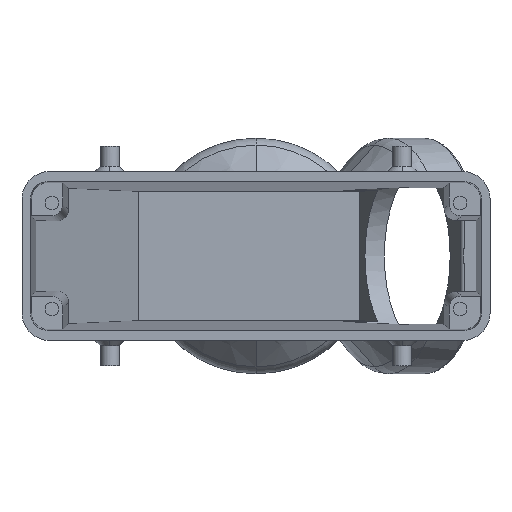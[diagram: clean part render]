
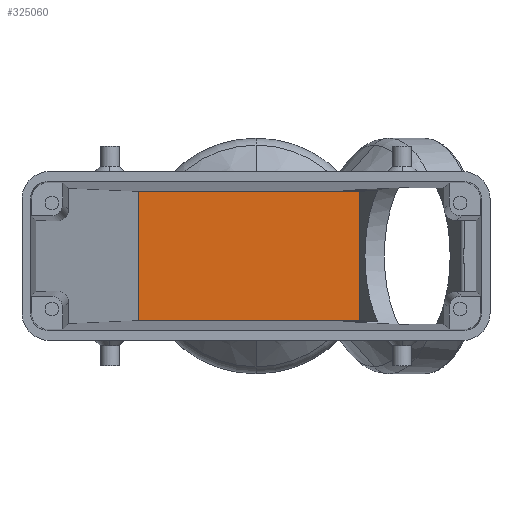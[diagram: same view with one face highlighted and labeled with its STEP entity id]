
A CAD part, front view. The second image highlights one B-rep face of the part: STEP entity #325060.
In plain terms, the highlighted planar face has unit normal (0, -1, 0).
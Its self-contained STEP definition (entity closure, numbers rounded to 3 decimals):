
#179420=CARTESIAN_POINT('',(33.756,117.918,-37.989
));
#179430=VERTEX_POINT('',#179420);
#179460=CARTESIAN_POINT('',(0.,117.918,-37.989));
#179470=DIRECTION('',(1.,0.,0.));
#179480=VECTOR('',#179470,1.);
#179490=LINE('',#179460,#179480);
#179500=CARTESIAN_POINT('',(90.216,117.918,-37.989)
);
#179510=VERTEX_POINT('',#179500);
#179520=EDGE_CURVE('',#179430,#179510,#179490,.T.);
#181880=CARTESIAN_POINT('',(90.216,117.918,-5.011)
);
#181890=VERTEX_POINT('',#181880);
#181920=CARTESIAN_POINT('',(0.,117.918,-5.011));
#181930=DIRECTION('',(1.,0.,0.));
#181940=VECTOR('',#181930,1.);
#181950=LINE('',#181920,#181940);
#181960=CARTESIAN_POINT('',(33.756,117.918,-5.011
));
#181970=VERTEX_POINT('',#181960);
#181980=EDGE_CURVE('',#181970,#181890,#181950,.T.);
#324530=CARTESIAN_POINT('',(33.756,117.918,0.));
#324540=DIRECTION('',(0.,0.,-1.));
#324550=VECTOR('',#324540,1.);
#324560=LINE('',#324530,#324550);
#324570=EDGE_CURVE('',#181970,#179430,#324560,.T.);
#324900=CARTESIAN_POINT('',(33.756,117.918,-21.5));
#324910=DIRECTION('',(0.,1.,0.));
#324920=DIRECTION('',(-1.,0.,0.));
#324930=AXIS2_PLACEMENT_3D('',#324900,#324910,#324920);
#324940=PLANE('',#324930);
#324950=ORIENTED_EDGE('',*,*,#324570,.T.);
#324960=ORIENTED_EDGE('',*,*,#181980,.F.);
#324970=CARTESIAN_POINT('',(90.216,117.918,0.));
#324980=DIRECTION('',(0.,0.,1.));
#324990=VECTOR('',#324980,1.);
#325000=LINE('',#324970,#324990);
#325010=EDGE_CURVE('',#179510,#181890,#325000,.T.);
#325020=ORIENTED_EDGE('',*,*,#325010,.T.);
#325030=ORIENTED_EDGE('',*,*,#179520,.T.);
#325040=EDGE_LOOP('',(#325030,#325020,#324960,#324950));
#325050=FACE_OUTER_BOUND('',#325040,.T.);
#325060=ADVANCED_FACE('',(#325050),#324940,.F.);
